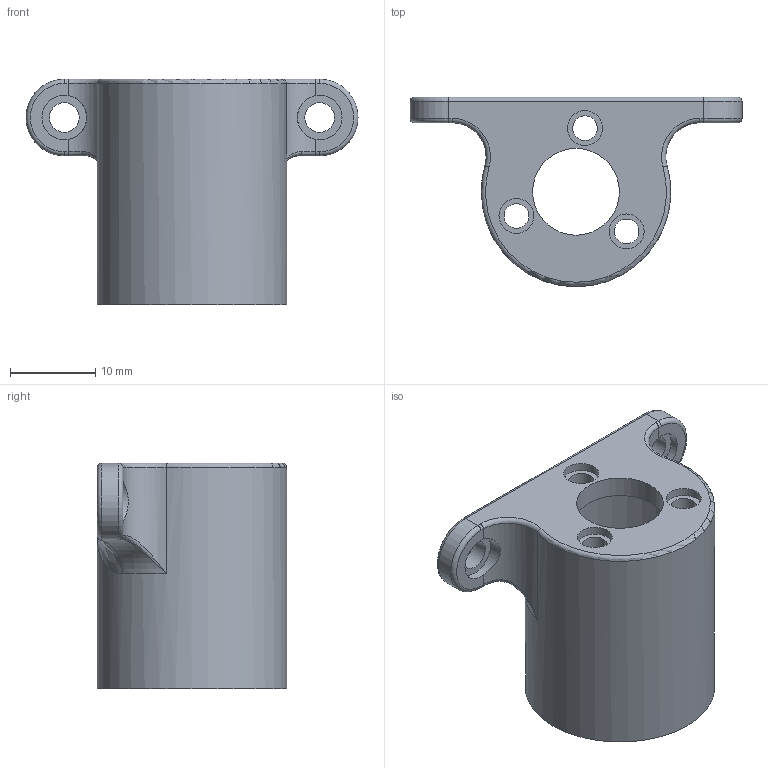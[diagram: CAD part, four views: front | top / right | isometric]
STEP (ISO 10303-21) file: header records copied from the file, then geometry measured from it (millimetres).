
FILE_DESCRIPTION(/* description */ (''),/* implementation_level */ '2;1');
FILE_NAME(/* name */ 'v5motormountleft.stp',/* time_stamp */ '2024-04-07T12:15:19-05:00',/* author */ ('Eric'),/* organization */ (''),/* preprocessor_version */ 'ST-DEVELOPER v20',/* originating_system */ 'Autodesk Inventor 2024',/* authorisation */ '');
FILE_SCHEMA (('AUTOMOTIVE_DESIGN { 1 0 10303 214 3 1 1 }'));
Length unit declared in the file: millimetre
Products named in the file (1): v5motormount
Bounding box: 39 x 22.25 x 26.5 mm (x, y, z)
Volume: 3131.9 mm3; surface area: 4598.4 mm2
Topology: 1 solids, 1 shells, 57 faces, 133 edges, 76 vertices
Faces by surface type: cylinder 24, plane 13, torus 11, bspline 8, cone 1
Full cylindrical faces by diameter (mm): 2.9 x3, 3.5 x2, 4.1 x3, 5.25 x2, 10.2 x1, 20.25 x1, 22.25 x1
Entity records: 2057 total; most frequent: CARTESIAN_POINT 724, DIRECTION 282, ORIENTED_EDGE 254, EDGE_CURVE 127, AXIS2_PLACEMENT_3D 122, VERTEX_POINT 76, EDGE_LOOP 73, CIRCLE 72
